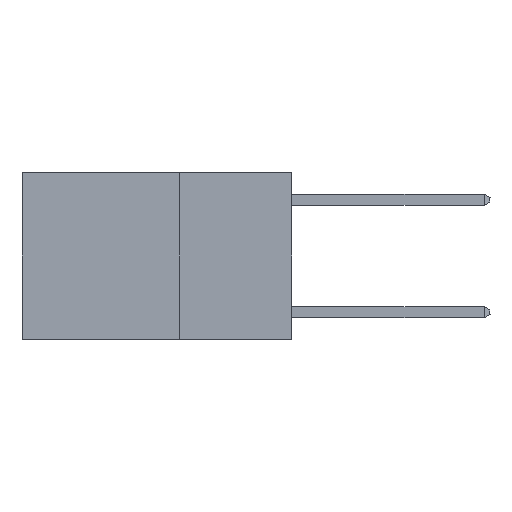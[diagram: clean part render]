
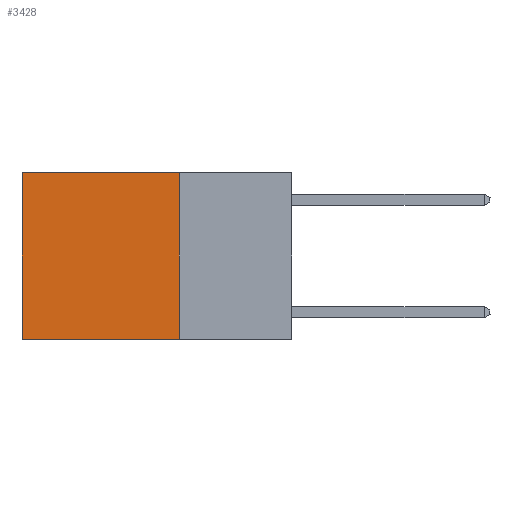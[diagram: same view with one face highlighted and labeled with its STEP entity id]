
A CAD part, left-side view. The second image highlights one B-rep face of the part: STEP entity #3428.
In plain terms, the highlighted planar face has unit normal (-1, 0, 0).
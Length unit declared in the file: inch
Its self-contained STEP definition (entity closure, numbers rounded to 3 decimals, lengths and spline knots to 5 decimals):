
#612 = VECTOR ( 'NONE', #1530, 39.37008 ) ;
#635 = EDGE_CURVE ( 'NONE', #6181, #11849, #20982, .T. ) ;
#717 = DIRECTION ( 'NONE',  ( 0., 1., 0. ) ) ;
#970 = PLANE ( 'NONE',  #11377 ) ;
#1215 = DIRECTION ( 'NONE',  ( 0., 0., -1. ) ) ;
#1530 = DIRECTION ( 'NONE',  ( 0., 1., 0. ) ) ;
#1989 = CARTESIAN_POINT ( 'NONE',  ( 0.2625, 0.25, -0.37 ) ) ;
#3428 = ADVANCED_FACE ( 'NONE', ( #15711 ), #970, .F. ) ;
#4761 = CARTESIAN_POINT ( 'NONE',  ( 0.2625, 0.25, -0.37 ) ) ;
#5431 = VECTOR ( 'NONE', #1215, 39.37008 ) ;
#6006 = DIRECTION ( 'NONE',  ( 0., 0., -1. ) ) ;
#6007 = EDGE_CURVE ( 'NONE', #11849, #21694, #20691, .T. ) ;
#6044 = CARTESIAN_POINT ( 'NONE',  ( 0.2625, 0.25, 0. ) ) ;
#6181 = VERTEX_POINT ( 'NONE', #6044 ) ;
#8225 = DIRECTION ( 'NONE',  ( 1., 0., 0. ) ) ;
#8804 = ORIENTED_EDGE ( 'NONE', *, *, #16191, .T. ) ;
#10031 = LINE ( 'NONE', #11892, #19420 ) ;
#10179 = CARTESIAN_POINT ( 'NONE',  ( 0.2625, 0.6, -0.37 ) ) ;
#10331 = EDGE_CURVE ( 'NONE', #6181, #12950, #10031, .T. ) ;
#11377 = AXIS2_PLACEMENT_3D ( 'NONE', #15450, #8225, #6006 ) ;
#11699 = CARTESIAN_POINT ( 'NONE',  ( 0.2625, 0.6, 0. ) ) ;
#11802 = ORIENTED_EDGE ( 'NONE', *, *, #635, .F. ) ;
#11849 = VERTEX_POINT ( 'NONE', #4761 ) ;
#11892 = CARTESIAN_POINT ( 'NONE',  ( 0.2625, 0.25, 0. ) ) ;
#12950 = VERTEX_POINT ( 'NONE', #11699 ) ;
#15450 = CARTESIAN_POINT ( 'NONE',  ( 0.2625, 0.25, 0. ) ) ;
#15506 = EDGE_LOOP ( 'NONE', ( #8804, #22252, #11802, #15672 ) ) ;
#15672 = ORIENTED_EDGE ( 'NONE', *, *, #10331, .T. ) ;
#15711 = FACE_OUTER_BOUND ( 'NONE', #15506, .T. ) ;
#16191 = EDGE_CURVE ( 'NONE', #12950, #21694, #23814, .T. ) ;
#16625 = VECTOR ( 'NONE', #22705, 39.37008 ) ;
#19420 = VECTOR ( 'NONE', #717, 39.37008 ) ;
#20691 = LINE ( 'NONE', #1989, #612 ) ;
#20982 = LINE ( 'NONE', #23061, #16625 ) ;
#21694 = VERTEX_POINT ( 'NONE', #10179 ) ;
#22119 = CARTESIAN_POINT ( 'NONE',  ( 0.2625, 0.6, 0. ) ) ;
#22252 = ORIENTED_EDGE ( 'NONE', *, *, #6007, .F. ) ;
#22705 = DIRECTION ( 'NONE',  ( 0., 0., -1. ) ) ;
#23061 = CARTESIAN_POINT ( 'NONE',  ( 0.2625, 0.25, 0. ) ) ;
#23814 = LINE ( 'NONE', #22119, #5431 ) ;
